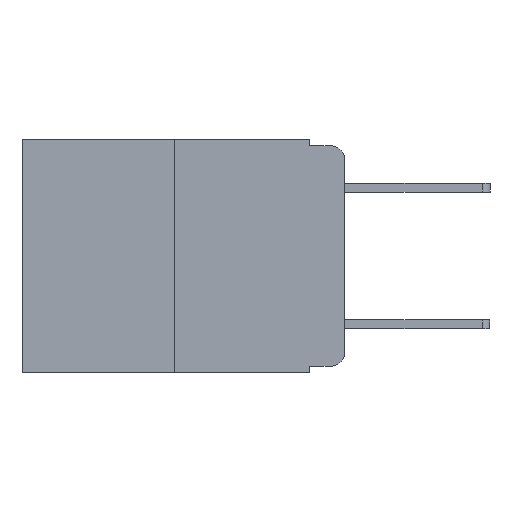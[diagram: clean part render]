
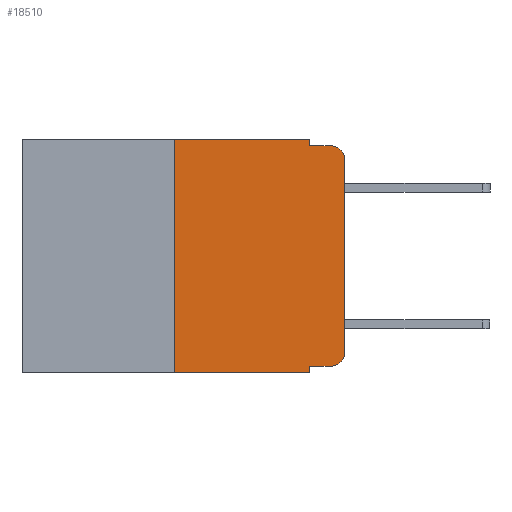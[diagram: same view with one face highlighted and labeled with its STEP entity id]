
A CAD part, left-side view. The second image highlights one B-rep face of the part: STEP entity #18510.
In plain terms, the highlighted planar face has unit normal (-1, 0, 0).
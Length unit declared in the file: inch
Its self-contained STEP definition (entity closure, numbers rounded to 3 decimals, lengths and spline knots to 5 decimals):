
#572 = CARTESIAN_POINT ( 'NONE',  ( 0., 0.25, -0.343 ) ) ;
#609 = PLANE ( 'NONE',  #11218 ) ;
#671 = LINE ( 'NONE', #18690, #4471 ) ;
#847 = AXIS2_PLACEMENT_3D ( 'NONE', #15114, #6170, #16559 ) ;
#1262 = ORIENTED_EDGE ( 'NONE', *, *, #8033, .T. ) ;
#1470 = EDGE_CURVE ( 'NONE', #7072, #8304, #10963, .T. ) ;
#2213 = DIRECTION ( 'NONE',  ( 1., 0., 0. ) ) ;
#2223 = DIRECTION ( 'NONE',  ( 0., 0., -1. ) ) ;
#2389 = EDGE_CURVE ( 'NONE', #13975, #9004, #19156, .T. ) ;
#2397 = ORIENTED_EDGE ( 'NONE', *, *, #11626, .F. ) ;
#2686 = VECTOR ( 'NONE', #16759, 39.37008 ) ;
#2790 = DIRECTION ( 'NONE',  ( 0., -1., 0. ) ) ;
#2821 = ORIENTED_EDGE ( 'NONE', *, *, #2841, .F. ) ;
#2841 = EDGE_CURVE ( 'NONE', #5012, #16178, #8824, .T. ) ;
#2992 = ORIENTED_EDGE ( 'NONE', *, *, #5907, .F. ) ;
#3121 = EDGE_CURVE ( 'NONE', #7072, #9475, #11573, .T. ) ;
#3235 = CARTESIAN_POINT ( 'NONE',  ( 0., 0., -0.313 ) ) ;
#3253 = ORIENTED_EDGE ( 'NONE', *, *, #1470, .F. ) ;
#3345 = LINE ( 'NONE', #13191, #11095 ) ;
#3431 = CARTESIAN_POINT ( 'NONE',  ( 0., 0.051, -0.01 ) ) ;
#3454 = VERTEX_POINT ( 'NONE', #17250 ) ;
#3611 = ORIENTED_EDGE ( 'NONE', *, *, #3121, .T. ) ;
#3863 = ORIENTED_EDGE ( 'NONE', *, *, #11895, .F. ) ;
#3972 = ORIENTED_EDGE ( 'NONE', *, *, #2389, .T. ) ;
#4094 = CARTESIAN_POINT ( 'NONE',  ( 0., 0.02, -0.313 ) ) ;
#4121 = CIRCLE ( 'NONE', #847, 0.02 ) ;
#4471 = VECTOR ( 'NONE', #6915, 39.37008 ) ;
#4545 = ORIENTED_EDGE ( 'NONE', *, *, #16151, .T. ) ;
#4611 = VERTEX_POINT ( 'NONE', #3235 ) ;
#5012 = VERTEX_POINT ( 'NONE', #7375 ) ;
#5671 = DIRECTION ( 'NONE',  ( 0., 0., 1. ) ) ;
#5709 = DIRECTION ( 'NONE',  ( 0., 0., -1. ) ) ;
#5741 = VECTOR ( 'NONE', #17833, 39.37008 ) ;
#5907 = EDGE_CURVE ( 'NONE', #8304, #5012, #671, .T. ) ;
#5926 = VERTEX_POINT ( 'NONE', #14416 ) ;
#5996 = DIRECTION ( 'NONE',  ( 0., -1., 0. ) ) ;
#6084 = ORIENTED_EDGE ( 'NONE', *, *, #19077, .T. ) ;
#6170 = DIRECTION ( 'NONE',  ( -1., 0., 0. ) ) ;
#6800 = CIRCLE ( 'NONE', #10206, 0.02 ) ;
#6915 = DIRECTION ( 'NONE',  ( 0., -1., 0. ) ) ;
#7072 = VERTEX_POINT ( 'NONE', #572 ) ;
#7375 = CARTESIAN_POINT ( 'NONE',  ( 0., 0.051, 0. ) ) ;
#8033 = EDGE_CURVE ( 'NONE', #5926, #3454, #4121, .T. ) ;
#8089 = FACE_OUTER_BOUND ( 'NONE', #9907, .T. ) ;
#8304 = VERTEX_POINT ( 'NONE', #17347 ) ;
#8557 = CARTESIAN_POINT ( 'NONE',  ( 0., 0.051, 0. ) ) ;
#8824 = LINE ( 'NONE', #8557, #12297 ) ;
#9004 = VERTEX_POINT ( 'NONE', #15970 ) ;
#9073 = CARTESIAN_POINT ( 'NONE',  ( 0., 0.051, 0. ) ) ;
#9475 = VERTEX_POINT ( 'NONE', #9751 ) ;
#9660 = DIRECTION ( 'NONE',  ( 0., -1., 0. ) ) ;
#9751 = CARTESIAN_POINT ( 'NONE',  ( 0., 0.051, -0.343 ) ) ;
#9801 = VECTOR ( 'NONE', #9660, 39.37008 ) ;
#9820 = LINE ( 'NONE', #9073, #5741 ) ;
#9907 = EDGE_LOOP ( 'NONE', ( #6084, #1262, #2397, #2821, #2992, #3253, #3611, #3863, #3972, #4545 ) ) ;
#10206 = AXIS2_PLACEMENT_3D ( 'NONE', #4094, #14684, #5709 ) ;
#10620 = CARTESIAN_POINT ( 'NONE',  ( 0., 0.473, -0.343 ) ) ;
#10963 = LINE ( 'NONE', #19102, #2686 ) ;
#11095 = VECTOR ( 'NONE', #5671, 39.37008 ) ;
#11218 = AXIS2_PLACEMENT_3D ( 'NONE', #11518, #2213, #13020 ) ;
#11518 = CARTESIAN_POINT ( 'NONE',  ( 0., 0.473, 0. ) ) ;
#11573 = LINE ( 'NONE', #10620, #18895 ) ;
#11626 = EDGE_CURVE ( 'NONE', #16178, #3454, #17576, .T. ) ;
#11794 = CARTESIAN_POINT ( 'NONE',  ( 0., 0.051, -0.01 ) ) ;
#11895 = EDGE_CURVE ( 'NONE', #13975, #9475, #9820, .T. ) ;
#12297 = VECTOR ( 'NONE', #2223, 39.37008 ) ;
#13020 = DIRECTION ( 'NONE',  ( 0., 0., -1. ) ) ;
#13191 = CARTESIAN_POINT ( 'NONE',  ( 0., 0., 0. ) ) ;
#13975 = VERTEX_POINT ( 'NONE', #16468 ) ;
#14416 = CARTESIAN_POINT ( 'NONE',  ( 0., 0., -0.03 ) ) ;
#14684 = DIRECTION ( 'NONE',  ( -1., 0., 0. ) ) ;
#15114 = CARTESIAN_POINT ( 'NONE',  ( 0., 0.02, -0.03 ) ) ;
#15970 = CARTESIAN_POINT ( 'NONE',  ( 0., 0.02, -0.333 ) ) ;
#16151 = EDGE_CURVE ( 'NONE', #9004, #4611, #6800, .T. ) ;
#16178 = VERTEX_POINT ( 'NONE', #11794 ) ;
#16393 = CARTESIAN_POINT ( 'NONE',  ( 0., 0.051, -0.333 ) ) ;
#16468 = CARTESIAN_POINT ( 'NONE',  ( 0., 0.051, -0.333 ) ) ;
#16559 = DIRECTION ( 'NONE',  ( 0., 0., -1. ) ) ;
#16759 = DIRECTION ( 'NONE',  ( 0., 0., 1. ) ) ;
#17250 = CARTESIAN_POINT ( 'NONE',  ( 0., 0.02, -0.01 ) ) ;
#17347 = CARTESIAN_POINT ( 'NONE',  ( 0., 0.25, 0. ) ) ;
#17576 = LINE ( 'NONE', #3431, #9801 ) ;
#17833 = DIRECTION ( 'NONE',  ( 0., 0., -1. ) ) ;
#18510 = ADVANCED_FACE ( 'NONE', ( #8089 ), #609, .F. ) ;
#18690 = CARTESIAN_POINT ( 'NONE',  ( 0., 0.473, 0. ) ) ;
#18702 = VECTOR ( 'NONE', #5996, 39.37008 ) ;
#18895 = VECTOR ( 'NONE', #2790, 39.37008 ) ;
#19077 = EDGE_CURVE ( 'NONE', #4611, #5926, #3345, .T. ) ;
#19102 = CARTESIAN_POINT ( 'NONE',  ( 0., 0.25, 0. ) ) ;
#19156 = LINE ( 'NONE', #16393, #18702 ) ;
